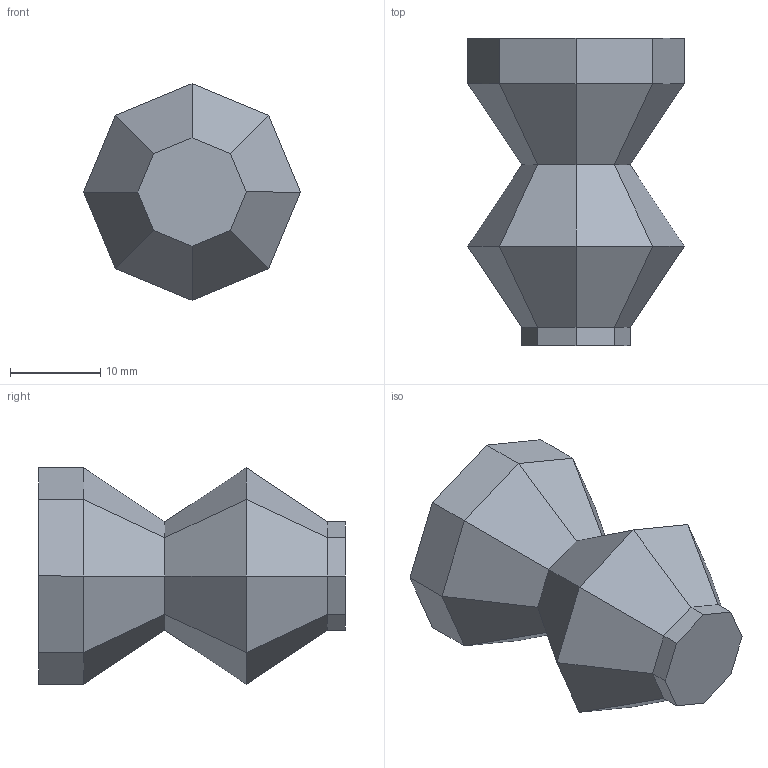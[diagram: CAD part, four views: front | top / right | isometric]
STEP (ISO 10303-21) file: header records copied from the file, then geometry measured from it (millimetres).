
FILE_DESCRIPTION(/* description */ (''),/* implementation_level */ '2;1');
FILE_NAME(/* name */ 'n_8.stp',/* time_stamp */ '2024-08-13T16:16:50+09:00',/* author */ ('82103'),/* organization */ (''),/* preprocessor_version */ 'ST-DEVELOPER v20',/* originating_system */ 'Autodesk Inventor 2025',/* authorisation */ '');
FILE_SCHEMA (('AUTOMOTIVE_DESIGN { 1 0 10303 214 3 1 1 }'));
Length unit declared in the file: millimetre
Products named in the file (1): n_8
Bounding box: 24 x 34 x 24 mm (x, y, z)
Volume: 4621.4 mm3; surface area: 4350.3 mm2
Topology: 1 solids, 1 shells, 69 faces, 147 edges, 82 vertices
Faces by surface type: plane 68, cylinder 1
Full cylindrical faces by diameter (mm): 4.5 x1
Entity records: 1802 total; most frequent: CARTESIAN_POINT 299, ORIENTED_EDGE 294, DIRECTION 289, EDGE_CURVE 147, LINE 145, VECTOR 145, VERTEX_POINT 82, AXIS2_PLACEMENT_3D 72
